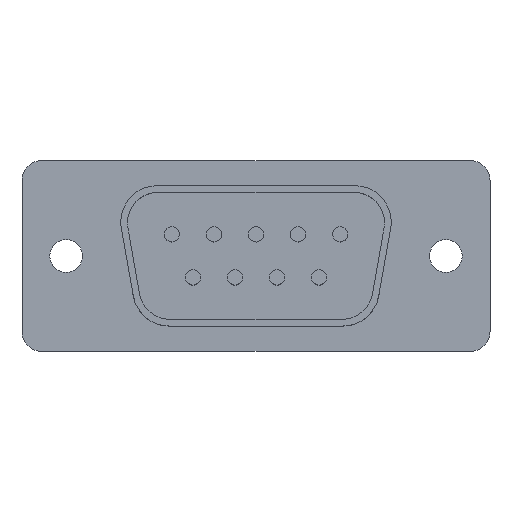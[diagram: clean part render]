
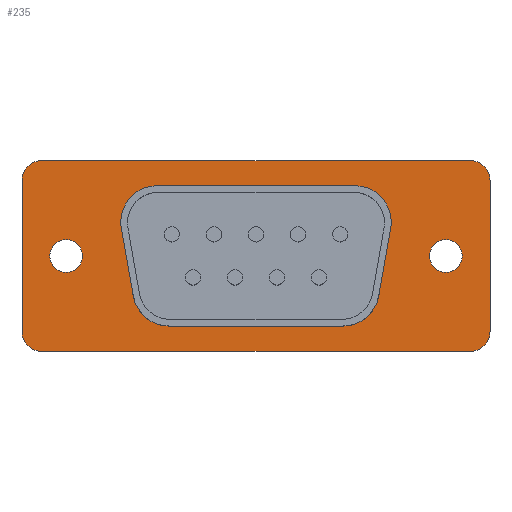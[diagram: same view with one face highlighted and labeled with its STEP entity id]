
A CAD part, top view. The second image highlights one B-rep face of the part: STEP entity #235.
In plain terms, the highlighted planar face has unit normal (0, 0, 1).
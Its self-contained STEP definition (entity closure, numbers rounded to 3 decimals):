
#235=ADVANCED_FACE('',(#590,#591,#592,#593),#594,.T.);
#590=FACE_BOUND('',#952,.T.);
#591=FACE_BOUND('',#953,.T.);
#592=FACE_BOUND('',#954,.T.);
#593=FACE_OUTER_BOUND('',#955,.T.);
#594=PLANE('',#956);
#952=EDGE_LOOP('',(#2144,#2145));
#953=EDGE_LOOP('',(#2146,#2147));
#954=EDGE_LOOP('',(#2148,#2149,#2150,#2151,#2152,#2153,#2154,#2155,#2156,#2157));
#955=EDGE_LOOP('',(#2158,#2159,#2160,#2161,#2162,#2163,#2164,#2165));
#956=AXIS2_PLACEMENT_3D('',#2166,#2167,#2168);
#2144=ORIENTED_EDGE('',*,*,#2319,.T.);
#2145=ORIENTED_EDGE('',*,*,#2320,.T.);
#2146=ORIENTED_EDGE('',*,*,#2315,.T.);
#2147=ORIENTED_EDGE('',*,*,#2322,.T.);
#2148=ORIENTED_EDGE('',*,*,#2520,.T.);
#2149=ORIENTED_EDGE('',*,*,#2517,.T.);
#2150=ORIENTED_EDGE('',*,*,#2514,.T.);
#2151=ORIENTED_EDGE('',*,*,#2195,.T.);
#2152=ORIENTED_EDGE('',*,*,#2512,.T.);
#2153=ORIENTED_EDGE('',*,*,#2189,.T.);
#2154=ORIENTED_EDGE('',*,*,#2525,.T.);
#2155=ORIENTED_EDGE('',*,*,#2526,.T.);
#2156=ORIENTED_EDGE('',*,*,#2529,.T.);
#2157=ORIENTED_EDGE('',*,*,#2532,.T.);
#2158=ORIENTED_EDGE('',*,*,#2534,.F.);
#2159=ORIENTED_EDGE('',*,*,#2556,.F.);
#2160=ORIENTED_EDGE('',*,*,#2553,.F.);
#2161=ORIENTED_EDGE('',*,*,#2550,.F.);
#2162=ORIENTED_EDGE('',*,*,#2547,.F.);
#2163=ORIENTED_EDGE('',*,*,#2544,.F.);
#2164=ORIENTED_EDGE('',*,*,#2541,.F.);
#2165=ORIENTED_EDGE('',*,*,#2538,.F.);
#2166=CARTESIAN_POINT('',(0.,0.0,0.2));
#2167=DIRECTION('',(0.0,0.0,1.0));
#2168=DIRECTION('',(1.0,0.0,0.0));
#2189=EDGE_CURVE('',#2561,#2558,#2562,.T.);
#2195=EDGE_CURVE('',#2567,#2571,#2573,.T.);
#2315=EDGE_CURVE('',#2807,#2811,#2813,.T.);
#2319=EDGE_CURVE('',#2815,#2819,#2821,.T.);
#2320=EDGE_CURVE('',#2819,#2815,#2822,.T.);
#2322=EDGE_CURVE('',#2811,#2807,#2824,.T.);
#2512=EDGE_CURVE('',#2571,#2561,#3098,.T.);
#2514=EDGE_CURVE('',#3100,#2567,#3101,.T.);
#2517=EDGE_CURVE('',#3105,#3100,#3106,.T.);
#2520=EDGE_CURVE('',#3110,#3105,#3111,.T.);
#2525=EDGE_CURVE('',#2558,#3117,#3119,.T.);
#2526=EDGE_CURVE('',#3117,#3120,#3121,.T.);
#2529=EDGE_CURVE('',#3120,#3125,#3126,.T.);
#2532=EDGE_CURVE('',#3125,#3110,#3130,.T.);
#2534=EDGE_CURVE('',#3132,#3133,#3134,.T.);
#2538=EDGE_CURVE('',#3133,#3140,#3141,.T.);
#2541=EDGE_CURVE('',#3140,#3145,#3146,.T.);
#2544=EDGE_CURVE('',#3145,#3150,#3151,.T.);
#2547=EDGE_CURVE('',#3150,#3155,#3156,.T.);
#2550=EDGE_CURVE('',#3155,#3160,#3161,.T.);
#2553=EDGE_CURVE('',#3160,#3165,#3166,.T.);
#2556=EDGE_CURVE('',#3165,#3132,#3170,.T.);
#2558=VERTEX_POINT('',#3172);
#2561=VERTEX_POINT('',#3176);
#2562=CIRCLE('',#3177,2.4);
#2567=VERTEX_POINT('',#3183);
#2571=VERTEX_POINT('',#3188);
#2573=CIRCLE('',#3191,2.4);
#2807=VERTEX_POINT('',#3483);
#2811=VERTEX_POINT('',#3488);
#2813=CIRCLE('',#3491,1.078);
#2815=VERTEX_POINT('',#3493);
#2819=VERTEX_POINT('',#3498);
#2821=CIRCLE('',#3501,1.078);
#2822=CIRCLE('',#3502,1.078);
#2824=CIRCLE('',#3504,1.078);
#3098=LINE('',#3988,#3989);
#3100=VERTEX_POINT('',#3992);
#3101=CIRCLE('',#3993,2.4);
#3105=VERTEX_POINT('',#3998);
#3106=LINE('',#3999,#4000);
#3110=VERTEX_POINT('',#4006);
#3111=CIRCLE('',#4007,2.4);
#3117=VERTEX_POINT('',#4014);
#3119=CIRCLE('',#4017,2.4);
#3120=VERTEX_POINT('',#4018);
#3121=LINE('',#4019,#4020);
#3125=VERTEX_POINT('',#4026);
#3126=CIRCLE('',#4027,2.4);
#3130=LINE('',#4032,#4033);
#3132=VERTEX_POINT('',#4036);
#3133=VERTEX_POINT('',#4037);
#3134=CIRCLE('',#4038,1.3);
#3140=VERTEX_POINT('',#4046);
#3141=LINE('',#4047,#4048);
#3145=VERTEX_POINT('',#4054);
#3146=CIRCLE('',#4055,1.3);
#3150=VERTEX_POINT('',#4060);
#3151=LINE('',#4061,#4062);
#3155=VERTEX_POINT('',#4068);
#3156=CIRCLE('',#4069,1.3);
#3160=VERTEX_POINT('',#4074);
#3161=LINE('',#4075,#4076);
#3165=VERTEX_POINT('',#4082);
#3166=CIRCLE('',#4083,1.3);
#3170=LINE('',#4088,#4089);
#3172=CARTESIAN_POINT('',(8.9,2.22,0.2));
#3176=CARTESIAN_POINT('',(6.5,4.62,0.2));
#3177=AXIS2_PLACEMENT_3D('',#4093,#4094,#4095);
#3183=CARTESIAN_POINT('',(-8.9,2.22,0.2));
#3188=CARTESIAN_POINT('',(-6.5,4.62,0.2));
#3191=AXIS2_PLACEMENT_3D('',#4105,#4106,#4107);
#3483=CARTESIAN_POINT('',(-12.495,1.078,0.2));
#3488=CARTESIAN_POINT('',(-12.495,-1.078,0.2));
#3491=AXIS2_PLACEMENT_3D('',#4345,#4346,#4347);
#3493=CARTESIAN_POINT('',(12.495,1.078,0.2));
#3498=CARTESIAN_POINT('',(12.495,-1.078,0.2));
#3501=AXIS2_PLACEMENT_3D('',#4353,#4354,#4355);
#3502=AXIS2_PLACEMENT_3D('',#4356,#4357,#4358);
#3504=AXIS2_PLACEMENT_3D('',#4362,#4363,#4364);
#3988=CARTESIAN_POINT('',(0.,4.62,0.2));
#3989=VECTOR('',#4724,1.0);
#3992=CARTESIAN_POINT('',(-8.864,1.803,0.2));
#3993=AXIS2_PLACEMENT_3D('',#4726,#4727,#4728);
#3998=CARTESIAN_POINT('',(-8.081,-2.637,0.2));
#3999=CARTESIAN_POINT('',(-8.38,-0.939,0.2));
#4000=VECTOR('',#4733,1.0);
#4006=CARTESIAN_POINT('',(-5.717,-4.62,0.2));
#4007=AXIS2_PLACEMENT_3D('',#4736,#4737,#4738);
#4014=CARTESIAN_POINT('',(8.864,1.803,0.2));
#4017=AXIS2_PLACEMENT_3D('',#4747,#4748,#4749);
#4018=CARTESIAN_POINT('',(8.081,-2.637,0.2));
#4019=CARTESIAN_POINT('',(8.38,-0.939,0.2));
#4020=VECTOR('',#4750,1.0);
#4026=CARTESIAN_POINT('',(5.717,-4.62,0.2));
#4027=AXIS2_PLACEMENT_3D('',#4753,#4754,#4755);
#4032=CARTESIAN_POINT('',(0.,-4.62,0.2));
#4033=VECTOR('',#4760,1.0);
#4036=CARTESIAN_POINT('',(-14.105,-6.275,0.2));
#4037=CARTESIAN_POINT('',(-15.405,-4.975,0.2));
#4038=AXIS2_PLACEMENT_3D('',#4762,#4763,#4764);
#4046=CARTESIAN_POINT('',(-15.405,4.975,0.2));
#4047=CARTESIAN_POINT('',(-15.405,4.975,0.2));
#4048=VECTOR('',#4770,1.0);
#4054=CARTESIAN_POINT('',(-14.105,6.275,0.2));
#4055=AXIS2_PLACEMENT_3D('',#4773,#4774,#4775);
#4060=CARTESIAN_POINT('',(14.105,6.275,0.2));
#4061=CARTESIAN_POINT('',(14.105,6.275,0.2));
#4062=VECTOR('',#4780,1.0);
#4068=CARTESIAN_POINT('',(15.405,4.975,0.2));
#4069=AXIS2_PLACEMENT_3D('',#4783,#4784,#4785);
#4074=CARTESIAN_POINT('',(15.405,-4.975,0.2));
#4075=CARTESIAN_POINT('',(15.405,-4.975,0.2));
#4076=VECTOR('',#4790,1.0);
#4082=CARTESIAN_POINT('',(14.105,-6.275,0.2));
#4083=AXIS2_PLACEMENT_3D('',#4793,#4794,#4795);
#4088=CARTESIAN_POINT('',(-14.105,-6.275,0.2));
#4089=VECTOR('',#4800,1.0);
#4093=CARTESIAN_POINT('',(6.5,2.22,0.2));
#4094=DIRECTION('',(0.0,0.0,-1.0));
#4095=DIRECTION('',(1.0,0.0,0.0));
#4105=CARTESIAN_POINT('',(-6.5,2.22,0.2));
#4106=DIRECTION('',(0.0,0.0,-1.0));
#4107=DIRECTION('',(1.0,0.0,0.0));
#4345=CARTESIAN_POINT('',(-12.495,0.0,0.2));
#4346=DIRECTION('',(0.0,0.0,-1.0));
#4347=DIRECTION('',(0.0,1.0,0.0));
#4353=CARTESIAN_POINT('',(12.495,0.0,0.2));
#4354=DIRECTION('',(0.0,0.0,-1.0));
#4355=DIRECTION('',(0.0,1.0,0.0));
#4356=CARTESIAN_POINT('',(12.495,0.0,0.2));
#4357=DIRECTION('',(0.0,0.0,-1.0));
#4358=DIRECTION('',(0.0,1.0,0.0));
#4362=CARTESIAN_POINT('',(-12.495,0.0,0.2));
#4363=DIRECTION('',(0.0,0.0,-1.0));
#4364=DIRECTION('',(0.0,1.0,0.0));
#4724=DIRECTION('',(1.0,0.0,0.0));
#4726=CARTESIAN_POINT('',(-6.5,2.22,0.2));
#4727=DIRECTION('',(0.0,0.0,-1.0));
#4728=DIRECTION('',(1.0,0.0,0.0));
#4733=DIRECTION('',(-0.174,0.985,0.0));
#4736=CARTESIAN_POINT('',(-5.717,-2.22,0.2));
#4737=DIRECTION('',(0.0,0.0,-1.0));
#4738=DIRECTION('',(1.0,0.0,0.0));
#4747=CARTESIAN_POINT('',(6.5,2.22,0.2));
#4748=DIRECTION('',(0.0,0.0,-1.0));
#4749=DIRECTION('',(1.0,0.0,0.0));
#4750=DIRECTION('',(-0.174,-0.985,0.0));
#4753=CARTESIAN_POINT('',(5.717,-2.22,0.2));
#4754=DIRECTION('',(0.0,0.0,-1.0));
#4755=DIRECTION('',(1.0,0.0,0.0));
#4760=DIRECTION('',(-1.0,0.0,0.0));
#4762=CARTESIAN_POINT('',(-14.105,-4.975,0.2));
#4763=DIRECTION('',(0.0,0.0,-1.0));
#4764=DIRECTION('',(1.0,0.0,0.0));
#4770=DIRECTION('',(0.0,1.0,0.0));
#4773=CARTESIAN_POINT('',(-14.105,4.975,0.2));
#4774=DIRECTION('',(0.0,0.0,-1.0));
#4775=DIRECTION('',(1.0,0.0,0.0));
#4780=DIRECTION('',(1.0,0.,0.0));
#4783=CARTESIAN_POINT('',(14.105,4.975,0.2));
#4784=DIRECTION('',(0.0,0.0,-1.0));
#4785=DIRECTION('',(1.0,0.0,0.0));
#4790=DIRECTION('',(-0.0,-1.0,-0.0));
#4793=CARTESIAN_POINT('',(14.105,-4.975,0.2));
#4794=DIRECTION('',(0.0,0.0,-1.0));
#4795=DIRECTION('',(1.0,0.0,0.0));
#4800=DIRECTION('',(-1.0,-0.0,-0.0));
